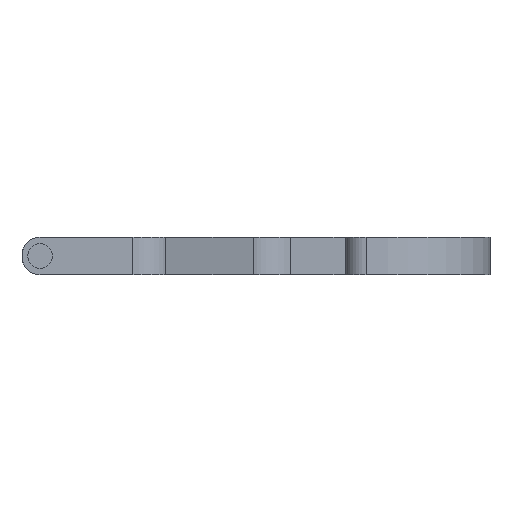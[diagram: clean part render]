
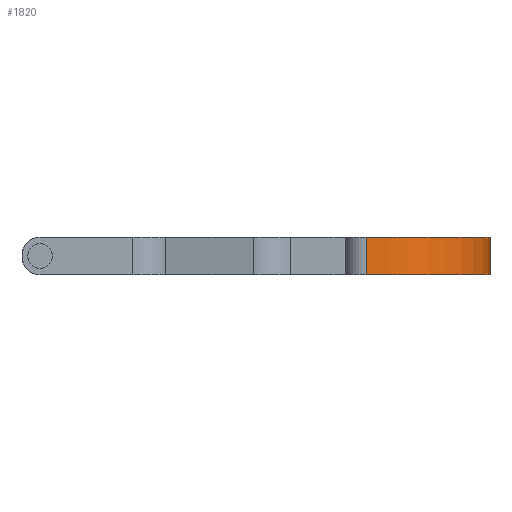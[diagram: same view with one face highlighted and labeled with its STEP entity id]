
A CAD part, front view. The second image highlights one B-rep face of the part: STEP entity #1820.
In plain terms, the highlighted cylindrical face has radius 16.5 mm (diameter 33 mm), a partial arc.
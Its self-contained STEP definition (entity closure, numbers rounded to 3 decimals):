
#201 = PLANE('',#202);
#202 = AXIS2_PLACEMENT_3D('',#203,#204,#205);
#203 = CARTESIAN_POINT('',(1.2,-15.988,5.));
#204 = DIRECTION('',(0.,0.,-1.));
#205 = DIRECTION('',(-1.,0.,0.));
#480 = PLANE('',#481);
#481 = AXIS2_PLACEMENT_3D('',#482,#483,#484);
#482 = CARTESIAN_POINT('',(1.2,-15.988,0.));
#483 = DIRECTION('',(0.,0.,-1.));
#484 = DIRECTION('',(-1.,0.,0.));
#896 = VERTEX_POINT('',#897);
#897 = CARTESIAN_POINT('',(45.,16.5,0.));
#911 = PLANE('',#912);
#912 = AXIS2_PLACEMENT_3D('',#913,#914,#915);
#913 = CARTESIAN_POINT('',(5.2,18.012,0.));
#914 = DIRECTION('',(0.038,0.999,0.));
#915 = DIRECTION('',(0.999,-0.038,0.));
#923 = EDGE_CURVE('',#924,#896,#926,.T.);
#924 = VERTEX_POINT('',#925);
#925 = CARTESIAN_POINT('',(45.,-16.5,0.));
#926 = SURFACE_CURVE('',#927,(#932,#943),.PCURVE_S1.);
#927 = CIRCLE('',#928,16.5);
#928 = AXIS2_PLACEMENT_3D('',#929,#930,#931);
#929 = CARTESIAN_POINT('',(45.,0.,0.));
#930 = DIRECTION('',(0.,0.,1.));
#931 = DIRECTION('',(1.,0.,0.));
#932 = PCURVE('',#480,#933);
#933 = DEFINITIONAL_REPRESENTATION('',(#934),#942);
#934 = ( BOUNDED_CURVE() B_SPLINE_CURVE(2,(#935,#936,#937,#938,#939,#940
,#941),.UNSPECIFIED.,.F.,.F.) B_SPLINE_CURVE_WITH_KNOTS((1,2,2,2,2,1),(
    -2.094,0.,2.094,4.189,6.283,
8.378),.UNSPECIFIED.) CURVE() GEOMETRIC_REPRESENTATION_ITEM() 
RATIONAL_B_SPLINE_CURVE((1.,0.5,1.,0.5,1.,0.5,1.)) REPRESENTATION_ITEM(
  '') );
#935 = CARTESIAN_POINT('',(-60.3,15.988));
#936 = CARTESIAN_POINT('',(-60.3,44.567));
#937 = CARTESIAN_POINT('',(-35.55,30.277));
#938 = CARTESIAN_POINT('',(-10.8,15.988));
#939 = CARTESIAN_POINT('',(-35.55,1.698));
#940 = CARTESIAN_POINT('',(-60.3,-12.591));
#941 = CARTESIAN_POINT('',(-60.3,15.988));
#942 = ( GEOMETRIC_REPRESENTATION_CONTEXT(2) 
PARAMETRIC_REPRESENTATION_CONTEXT() REPRESENTATION_CONTEXT('2D SPACE',''
  ) );
#943 = PCURVE('',#944,#949);
#944 = CYLINDRICAL_SURFACE('',#945,16.5);
#945 = AXIS2_PLACEMENT_3D('',#946,#947,#948);
#946 = CARTESIAN_POINT('',(45.,0.,0.));
#947 = DIRECTION('',(0.,0.,-1.));
#948 = DIRECTION('',(1.,0.,0.));
#949 = DEFINITIONAL_REPRESENTATION('',(#950),#954);
#950 = LINE('',#951,#952);
#951 = CARTESIAN_POINT('',(0.,0.));
#952 = VECTOR('',#953,1.);
#953 = DIRECTION('',(-1.,0.));
#954 = ( GEOMETRIC_REPRESENTATION_CONTEXT(2) 
PARAMETRIC_REPRESENTATION_CONTEXT() REPRESENTATION_CONTEXT('2D SPACE',''
  ) );
#977 = CYLINDRICAL_SURFACE('',#978,2.75);
#978 = AXIS2_PLACEMENT_3D('',#979,#980,#981);
#979 = CARTESIAN_POINT('',(45.,-13.75,0.));
#980 = DIRECTION('',(0.,0.,-1.));
#981 = DIRECTION('',(1.,0.,0.));
#1217 = VERTEX_POINT('',#1218);
#1218 = CARTESIAN_POINT('',(45.,16.5,5.));
#1239 = EDGE_CURVE('',#1240,#1217,#1242,.T.);
#1240 = VERTEX_POINT('',#1241);
#1241 = CARTESIAN_POINT('',(45.,-16.5,5.));
#1242 = SURFACE_CURVE('',#1243,(#1248,#1259),.PCURVE_S1.);
#1243 = CIRCLE('',#1244,16.5);
#1244 = AXIS2_PLACEMENT_3D('',#1245,#1246,#1247);
#1245 = CARTESIAN_POINT('',(45.,0.,5.));
#1246 = DIRECTION('',(0.,0.,1.));
#1247 = DIRECTION('',(1.,0.,0.));
#1248 = PCURVE('',#201,#1249);
#1249 = DEFINITIONAL_REPRESENTATION('',(#1250),#1258);
#1250 = ( BOUNDED_CURVE() B_SPLINE_CURVE(2,(#1251,#1252,#1253,#1254,
#1255,#1256,#1257),.UNSPECIFIED.,.F.,.F.) B_SPLINE_CURVE_WITH_KNOTS((1,2
    ,2,2,2,1),(-2.094,0.,2.094,4.189,
6.283,8.378),.UNSPECIFIED.) CURVE() 
GEOMETRIC_REPRESENTATION_ITEM() RATIONAL_B_SPLINE_CURVE((1.,0.5,1.,0.5,
1.,0.5,1.)) REPRESENTATION_ITEM('') );
#1251 = CARTESIAN_POINT('',(-60.3,15.988));
#1252 = CARTESIAN_POINT('',(-60.3,44.567));
#1253 = CARTESIAN_POINT('',(-35.55,30.277));
#1254 = CARTESIAN_POINT('',(-10.8,15.988));
#1255 = CARTESIAN_POINT('',(-35.55,1.698));
#1256 = CARTESIAN_POINT('',(-60.3,-12.591));
#1257 = CARTESIAN_POINT('',(-60.3,15.988));
#1258 = ( GEOMETRIC_REPRESENTATION_CONTEXT(2) 
PARAMETRIC_REPRESENTATION_CONTEXT() REPRESENTATION_CONTEXT('2D SPACE',''
  ) );
#1259 = PCURVE('',#944,#1260);
#1260 = DEFINITIONAL_REPRESENTATION('',(#1261),#1265);
#1261 = LINE('',#1262,#1263);
#1262 = CARTESIAN_POINT('',(0.,-5.));
#1263 = VECTOR('',#1264,1.);
#1264 = DIRECTION('',(-1.,0.));
#1265 = ( GEOMETRIC_REPRESENTATION_CONTEXT(2) 
PARAMETRIC_REPRESENTATION_CONTEXT() REPRESENTATION_CONTEXT('2D SPACE',''
  ) );
#1772 = EDGE_CURVE('',#896,#1217,#1773,.T.);
#1773 = SURFACE_CURVE('',#1774,(#1778,#1785),.PCURVE_S1.);
#1774 = LINE('',#1775,#1776);
#1775 = CARTESIAN_POINT('',(45.,16.5,0.));
#1776 = VECTOR('',#1777,1.);
#1777 = DIRECTION('',(0.,0.,1.));
#1778 = PCURVE('',#911,#1779);
#1779 = DEFINITIONAL_REPRESENTATION('',(#1780),#1784);
#1780 = LINE('',#1781,#1782);
#1781 = CARTESIAN_POINT('',(39.829,0.));
#1782 = VECTOR('',#1783,1.);
#1783 = DIRECTION('',(0.,-1.));
#1784 = ( GEOMETRIC_REPRESENTATION_CONTEXT(2) 
PARAMETRIC_REPRESENTATION_CONTEXT() REPRESENTATION_CONTEXT('2D SPACE',''
  ) );
#1785 = PCURVE('',#944,#1786);
#1786 = DEFINITIONAL_REPRESENTATION('',(#1787),#1791);
#1787 = LINE('',#1788,#1789);
#1788 = CARTESIAN_POINT('',(-7.854,0.));
#1789 = VECTOR('',#1790,1.);
#1790 = DIRECTION('',(0.,-1.));
#1791 = ( GEOMETRIC_REPRESENTATION_CONTEXT(2) 
PARAMETRIC_REPRESENTATION_CONTEXT() REPRESENTATION_CONTEXT('2D SPACE',''
  ) );
#1820 = ADVANCED_FACE('',(#1821),#944,.T.);
#1821 = FACE_BOUND('',#1822,.F.);
#1822 = EDGE_LOOP('',(#1823,#1844,#1845,#1846));
#1823 = ORIENTED_EDGE('',*,*,#1824,.T.);
#1824 = EDGE_CURVE('',#924,#1240,#1825,.T.);
#1825 = SURFACE_CURVE('',#1826,(#1830,#1837),.PCURVE_S1.);
#1826 = LINE('',#1827,#1828);
#1827 = CARTESIAN_POINT('',(45.,-16.5,0.));
#1828 = VECTOR('',#1829,1.);
#1829 = DIRECTION('',(0.,0.,1.));
#1830 = PCURVE('',#944,#1831);
#1831 = DEFINITIONAL_REPRESENTATION('',(#1832),#1836);
#1832 = LINE('',#1833,#1834);
#1833 = CARTESIAN_POINT('',(-4.712,0.));
#1834 = VECTOR('',#1835,1.);
#1835 = DIRECTION('',(0.,-1.));
#1836 = ( GEOMETRIC_REPRESENTATION_CONTEXT(2) 
PARAMETRIC_REPRESENTATION_CONTEXT() REPRESENTATION_CONTEXT('2D SPACE',''
  ) );
#1837 = PCURVE('',#977,#1838);
#1838 = DEFINITIONAL_REPRESENTATION('',(#1839),#1843);
#1839 = LINE('',#1840,#1841);
#1840 = CARTESIAN_POINT('',(-4.712,0.));
#1841 = VECTOR('',#1842,1.);
#1842 = DIRECTION('',(0.,-1.));
#1843 = ( GEOMETRIC_REPRESENTATION_CONTEXT(2) 
PARAMETRIC_REPRESENTATION_CONTEXT() REPRESENTATION_CONTEXT('2D SPACE',''
  ) );
#1844 = ORIENTED_EDGE('',*,*,#1239,.T.);
#1845 = ORIENTED_EDGE('',*,*,#1772,.F.);
#1846 = ORIENTED_EDGE('',*,*,#923,.F.);
